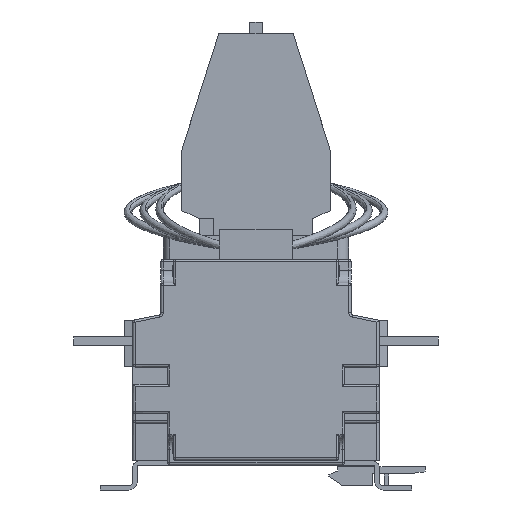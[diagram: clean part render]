
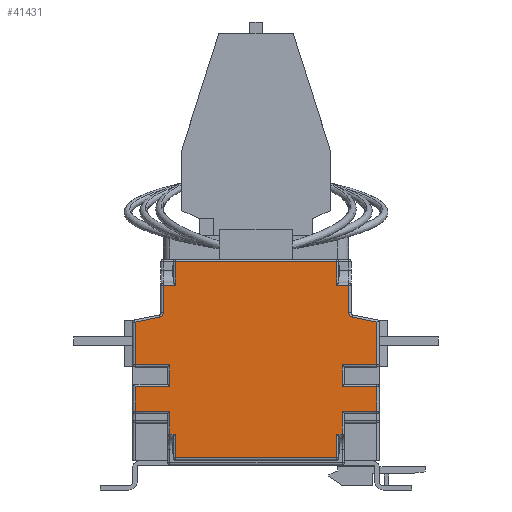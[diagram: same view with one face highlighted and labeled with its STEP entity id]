
A CAD part, left-side view. The second image highlights one B-rep face of the part: STEP entity #41431.
In plain terms, the highlighted planar face has unit normal (-1, 0, 0).
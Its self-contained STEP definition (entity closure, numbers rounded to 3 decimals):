
#29012=DIRECTION('',(0.,-0.98,0.197));
#29013=VECTOR('',#29012,11.62);
#29014=CARTESIAN_POINT('',(-75.15,56.15,18.623));
#29015=LINE('',#29014,#29013);
#29019=CARTESIAN_POINT('',(-75.15,45.15,22.869));
#29020=DIRECTION('',(-1.,0.,0.));
#29021=DIRECTION('',(0.,-0.197,-0.98));
#29022=AXIS2_PLACEMENT_3D('',#29019,#29020,#29021);
#29027=CARTESIAN_POINT('',(-75.15,-45.15,22.869));
#29028=DIRECTION('',(-1.,0.,0.));
#29029=DIRECTION('',(0.,1.,0.));
#29030=AXIS2_PLACEMENT_3D('',#29027,#29028,#29029);
#29035=DIRECTION('',(0.,-0.98,-0.197));
#29036=VECTOR('',#29035,11.62);
#29037=CARTESIAN_POINT('',(-75.15,-44.757,20.908));
#29038=LINE('',#29037,#29036);
#29049=DIRECTION('',(0.,-1.,0.));
#29050=VECTOR('',#29049,16.);
#29051=CARTESIAN_POINT('',(-75.15,56.15,-1.25));
#29052=LINE('',#29051,#29050);
#30562=DIRECTION('',(0.,0.,-1.));
#30563=VECTOR('',#30562,11.6);
#30564=CARTESIAN_POINT('',(-75.15,56.15,-11.25));
#30565=LINE('',#30564,#30563);
#30607=DIRECTION('',(0.,1.,0.));
#30608=VECTOR('',#30607,16.);
#30609=CARTESIAN_POINT('',(-75.15,40.15,-11.25));
#30610=LINE('',#30609,#30608);
#30676=DIRECTION('',(0.,0.,-1.));
#30677=VECTOR('',#30676,10.);
#30678=CARTESIAN_POINT('',(-75.15,40.15,-1.25));
#30679=LINE('',#30678,#30677);
#30683=DIRECTION('',(0.,-1.,0.));
#30684=VECTOR('',#30683,16.1);
#30685=CARTESIAN_POINT('',(-75.15,56.15,-22.85));
#30686=LINE('',#30685,#30684);
#30697=DIRECTION('',(0.,0.,-1.));
#30698=VECTOR('',#30697,10.6);
#30699=CARTESIAN_POINT('',(-75.15,40.05,-22.85));
#30700=LINE('',#30699,#30698);
#30754=DIRECTION('',(0.,-1.,0.));
#30755=VECTOR('',#30754,2.6);
#30756=CARTESIAN_POINT('',(-75.15,40.05,-33.45));
#30757=LINE('',#30756,#30755);
#30837=DIRECTION('',(0.,-1.,0.));
#30838=VECTOR('',#30837,74.9);
#30839=CARTESIAN_POINT('',(-75.15,37.45,-44.45));
#30840=LINE('',#30839,#30838);
#30875=DIRECTION('',(0.,0.,1.));
#30876=VECTOR('',#30875,11.);
#30877=CARTESIAN_POINT('',(-75.15,-37.45,-44.45));
#30878=LINE('',#30877,#30876);
#30889=DIRECTION('',(0.,-1.,0.));
#30890=VECTOR('',#30889,2.6);
#30891=CARTESIAN_POINT('',(-75.15,-37.45,-33.45));
#30892=LINE('',#30891,#30890);
#30946=DIRECTION('',(0.,0.,1.));
#30947=VECTOR('',#30946,10.6);
#30948=CARTESIAN_POINT('',(-75.15,-40.05,-33.45));
#30949=LINE('',#30948,#30947);
#31505=DIRECTION('',(0.,0.,1.));
#31506=VECTOR('',#31505,11.6);
#31507=CARTESIAN_POINT('',(-75.15,-56.15,-22.85));
#31508=LINE('',#31507,#31506);
#31543=DIRECTION('',(0.,1.,0.));
#31544=VECTOR('',#31543,16.);
#31545=CARTESIAN_POINT('',(-75.15,-56.15,-11.25));
#31546=LINE('',#31545,#31544);
#31576=DIRECTION('',(0.,0.,1.));
#31577=VECTOR('',#31576,10.);
#31578=CARTESIAN_POINT('',(-75.15,-40.15,-11.25));
#31579=LINE('',#31578,#31577);
#31661=DIRECTION('',(0.,-1.,0.));
#31662=VECTOR('',#31661,16.);
#31663=CARTESIAN_POINT('',(-75.15,-40.15,-1.25));
#31664=LINE('',#31663,#31662);
#31675=DIRECTION('',(0.,0.,1.));
#31676=VECTOR('',#31675,19.873);
#31677=CARTESIAN_POINT('',(-75.15,-56.15,-1.25));
#31678=LINE('',#31677,#31676);
#32486=DIRECTION('',(0.,0.,1.));
#32487=VECTOR('',#32486,12.881);
#32488=CARTESIAN_POINT('',(-75.15,-43.15,22.869));
#32489=LINE('',#32488,#32487);
#32727=DIRECTION('',(0.,1.,0.));
#32728=VECTOR('',#32727,5.7);
#32729=CARTESIAN_POINT('',(-75.15,-43.15,35.75));
#32730=LINE('',#32729,#32728);
#32758=DIRECTION('',(0.,0.,1.));
#32759=VECTOR('',#32758,11.);
#32760=CARTESIAN_POINT('',(-75.15,-37.45,35.75));
#32761=LINE('',#32760,#32759);
#32808=DIRECTION('',(0.,1.,0.));
#32809=VECTOR('',#32808,74.9);
#32810=CARTESIAN_POINT('',(-75.15,-37.45,46.75));
#32811=LINE('',#32810,#32809);
#32976=DIRECTION('',(0.,0.,-1.));
#32977=VECTOR('',#32976,11.);
#32978=CARTESIAN_POINT('',(-75.15,37.45,46.75));
#32979=LINE('',#32978,#32977);
#32983=DIRECTION('',(0.,1.,0.));
#32984=VECTOR('',#32983,5.7);
#32985=CARTESIAN_POINT('',(-75.15,37.45,35.75));
#32986=LINE('',#32985,#32984);
#33033=DIRECTION('',(0.,0.,-1.));
#33034=VECTOR('',#33033,12.881);
#33035=CARTESIAN_POINT('',(-75.15,43.15,35.75));
#33036=LINE('',#33035,#33034);
#33109=DIRECTION('',(0.,0.,-1.));
#33110=VECTOR('',#33109,19.873);
#33111=CARTESIAN_POINT('',(-75.15,56.15,18.623));
#33112=LINE('',#33111,#33110);
#37809=DIRECTION('',(0.,-1.,0.));
#37810=VECTOR('',#37809,16.1);
#37811=CARTESIAN_POINT('',(-75.15,-40.05,-22.85));
#37812=LINE('',#37811,#37810);
#37835=DIRECTION('',(0.,0.,-1.));
#37836=VECTOR('',#37835,11.);
#37837=CARTESIAN_POINT('',(-75.15,37.45,-33.45));
#37838=LINE('',#37837,#37836);
#39843=CARTESIAN_POINT('',(-75.15,56.15,-1.25));
#39844=CARTESIAN_POINT('',(-75.15,40.15,-1.25));
#39845=VERTEX_POINT('',#39843);
#39846=VERTEX_POINT('',#39844);
#39847=CARTESIAN_POINT('',(-75.15,56.15,18.623));
#39848=VERTEX_POINT('',#39847);
#39849=CARTESIAN_POINT('',(-75.15,44.757,20.908));
#39850=VERTEX_POINT('',#39849);
#39851=CARTESIAN_POINT('',(-75.15,43.15,22.869));
#39852=VERTEX_POINT('',#39851);
#39853=CARTESIAN_POINT('',(-75.15,43.15,35.75));
#39854=VERTEX_POINT('',#39853);
#39855=CARTESIAN_POINT('',(-75.15,37.45,35.75));
#39856=VERTEX_POINT('',#39855);
#39857=CARTESIAN_POINT('',(-75.15,37.45,46.75));
#39858=VERTEX_POINT('',#39857);
#39859=CARTESIAN_POINT('',(-75.15,-37.45,46.75));
#39860=VERTEX_POINT('',#39859);
#39861=CARTESIAN_POINT('',(-75.15,-37.45,35.75));
#39862=VERTEX_POINT('',#39861);
#39863=CARTESIAN_POINT('',(-75.15,-43.15,35.75));
#39864=VERTEX_POINT('',#39863);
#39865=CARTESIAN_POINT('',(-75.15,-43.15,22.869));
#39866=VERTEX_POINT('',#39865);
#39867=CARTESIAN_POINT('',(-75.15,-44.757,20.908));
#39868=VERTEX_POINT('',#39867);
#39869=CARTESIAN_POINT('',(-75.15,-56.15,18.623));
#39870=VERTEX_POINT('',#39869);
#39871=CARTESIAN_POINT('',(-75.15,-56.15,-1.25));
#39872=VERTEX_POINT('',#39871);
#39873=CARTESIAN_POINT('',(-75.15,-40.15,-1.25));
#39874=VERTEX_POINT('',#39873);
#39875=CARTESIAN_POINT('',(-75.15,-40.15,-11.25));
#39876=VERTEX_POINT('',#39875);
#39877=CARTESIAN_POINT('',(-75.15,-56.15,-11.25));
#39878=VERTEX_POINT('',#39877);
#39879=CARTESIAN_POINT('',(-75.15,-56.15,-22.85));
#39880=VERTEX_POINT('',#39879);
#39881=CARTESIAN_POINT('',(-75.15,-40.05,-22.85));
#39882=VERTEX_POINT('',#39881);
#39883=CARTESIAN_POINT('',(-75.15,-40.05,-33.45));
#39884=VERTEX_POINT('',#39883);
#39885=CARTESIAN_POINT('',(-75.15,-37.45,-33.45));
#39886=VERTEX_POINT('',#39885);
#39887=CARTESIAN_POINT('',(-75.15,-37.45,-44.45));
#39888=VERTEX_POINT('',#39887);
#39889=CARTESIAN_POINT('',(-75.15,37.45,-44.45));
#39890=VERTEX_POINT('',#39889);
#39891=CARTESIAN_POINT('',(-75.15,37.45,-33.45));
#39892=VERTEX_POINT('',#39891);
#39893=CARTESIAN_POINT('',(-75.15,40.05,-33.45));
#39894=VERTEX_POINT('',#39893);
#39895=CARTESIAN_POINT('',(-75.15,40.05,-22.85));
#39896=VERTEX_POINT('',#39895);
#39897=CARTESIAN_POINT('',(-75.15,56.15,-22.85));
#39898=VERTEX_POINT('',#39897);
#39899=CARTESIAN_POINT('',(-75.15,56.15,-11.25));
#39900=VERTEX_POINT('',#39899);
#39901=CARTESIAN_POINT('',(-75.15,40.15,-11.25));
#39902=VERTEX_POINT('',#39901);
#41364=CARTESIAN_POINT('',(-75.15,0.,0.));
#41365=DIRECTION('',(-1.,0.,0.));
#41366=DIRECTION('',(0.,-1.,0.));
#41367=AXIS2_PLACEMENT_3D('',#41364,#41365,#41366);
#41368=PLANE('',#41367);
#41370=ORIENTED_EDGE('',*,*,#41369,.F.);
#41372=ORIENTED_EDGE('',*,*,#41371,.F.);
#41374=ORIENTED_EDGE('',*,*,#41373,.T.);
#41376=ORIENTED_EDGE('',*,*,#41375,.T.);
#41378=ORIENTED_EDGE('',*,*,#41377,.F.);
#41380=ORIENTED_EDGE('',*,*,#41379,.F.);
#41382=ORIENTED_EDGE('',*,*,#41381,.F.);
#41384=ORIENTED_EDGE('',*,*,#41383,.F.);
#41386=ORIENTED_EDGE('',*,*,#41385,.F.);
#41388=ORIENTED_EDGE('',*,*,#41387,.F.);
#41390=ORIENTED_EDGE('',*,*,#41389,.F.);
#41392=ORIENTED_EDGE('',*,*,#41391,.T.);
#41394=ORIENTED_EDGE('',*,*,#41393,.T.);
#41396=ORIENTED_EDGE('',*,*,#41395,.F.);
#41398=ORIENTED_EDGE('',*,*,#41397,.F.);
#41400=ORIENTED_EDGE('',*,*,#41399,.F.);
#41402=ORIENTED_EDGE('',*,*,#41401,.F.);
#41404=ORIENTED_EDGE('',*,*,#41403,.F.);
#41406=ORIENTED_EDGE('',*,*,#41405,.F.);
#41408=ORIENTED_EDGE('',*,*,#41407,.F.);
#41410=ORIENTED_EDGE('',*,*,#41409,.F.);
#41412=ORIENTED_EDGE('',*,*,#41411,.F.);
#41414=ORIENTED_EDGE('',*,*,#41413,.F.);
#41416=ORIENTED_EDGE('',*,*,#41415,.F.);
#41418=ORIENTED_EDGE('',*,*,#41417,.F.);
#41420=ORIENTED_EDGE('',*,*,#41419,.F.);
#41422=ORIENTED_EDGE('',*,*,#41421,.F.);
#41424=ORIENTED_EDGE('',*,*,#41423,.F.);
#41426=ORIENTED_EDGE('',*,*,#41425,.F.);
#41428=ORIENTED_EDGE('',*,*,#41427,.F.);
#41429=EDGE_LOOP('',(#41370,#41372,#41374,#41376,#41378,#41380,#41382,#41384,
#41386,#41388,#41390,#41392,#41394,#41396,#41398,#41400,#41402,#41404,#41406,
#41408,#41410,#41412,#41414,#41416,#41418,#41420,#41422,#41424,#41426,#41428));
#41430=FACE_OUTER_BOUND('',#41429,.F.);
#29023=CIRCLE('',#29022,2.);
#29031=CIRCLE('',#29030,2.);
#41369=EDGE_CURVE('',#39845,#39846,#29052,.T.);
#41371=EDGE_CURVE('',#39848,#39845,#33112,.T.);
#41373=EDGE_CURVE('',#39848,#39850,#29015,.T.);
#41375=EDGE_CURVE('',#39850,#39852,#29023,.T.);
#41377=EDGE_CURVE('',#39854,#39852,#33036,.T.);
#41379=EDGE_CURVE('',#39856,#39854,#32986,.T.);
#41381=EDGE_CURVE('',#39858,#39856,#32979,.T.);
#41383=EDGE_CURVE('',#39860,#39858,#32811,.T.);
#41385=EDGE_CURVE('',#39862,#39860,#32761,.T.);
#41387=EDGE_CURVE('',#39864,#39862,#32730,.T.);
#41389=EDGE_CURVE('',#39866,#39864,#32489,.T.);
#41391=EDGE_CURVE('',#39866,#39868,#29031,.T.);
#41393=EDGE_CURVE('',#39868,#39870,#29038,.T.);
#41395=EDGE_CURVE('',#39872,#39870,#31678,.T.);
#41397=EDGE_CURVE('',#39874,#39872,#31664,.T.);
#41399=EDGE_CURVE('',#39876,#39874,#31579,.T.);
#41401=EDGE_CURVE('',#39878,#39876,#31546,.T.);
#41403=EDGE_CURVE('',#39880,#39878,#31508,.T.);
#41405=EDGE_CURVE('',#39882,#39880,#37812,.T.);
#41407=EDGE_CURVE('',#39884,#39882,#30949,.T.);
#41409=EDGE_CURVE('',#39886,#39884,#30892,.T.);
#41411=EDGE_CURVE('',#39888,#39886,#30878,.T.);
#41413=EDGE_CURVE('',#39890,#39888,#30840,.T.);
#41415=EDGE_CURVE('',#39892,#39890,#37838,.T.);
#41417=EDGE_CURVE('',#39894,#39892,#30757,.T.);
#41419=EDGE_CURVE('',#39896,#39894,#30700,.T.);
#41421=EDGE_CURVE('',#39898,#39896,#30686,.T.);
#41423=EDGE_CURVE('',#39900,#39898,#30565,.T.);
#41425=EDGE_CURVE('',#39902,#39900,#30610,.T.);
#41427=EDGE_CURVE('',#39846,#39902,#30679,.T.);
#41431=ADVANCED_FACE('',(#41430),#41368,.T.);
